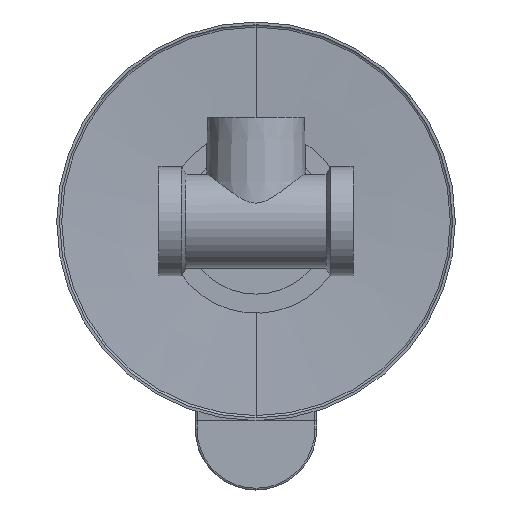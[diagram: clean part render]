
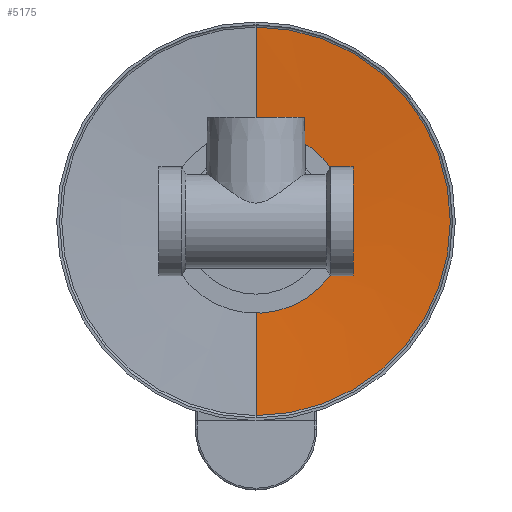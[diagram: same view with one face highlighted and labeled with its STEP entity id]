
A CAD part, front view. The second image highlights one B-rep face of the part: STEP entity #5175.
In plain terms, the highlighted conical face has half-angle 86.562 degrees and reference radius 56.042 mm.
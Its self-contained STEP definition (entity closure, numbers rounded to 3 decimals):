
#228 = CARTESIAN_POINT ( 'NONE',  ( 0., 8.201, -56.042 ) ) ;
#286 = ORIENTED_EDGE ( 'NONE', *, *, #9723, .F. ) ;
#908 = CARTESIAN_POINT ( 'NONE',  ( 0., 10.199, 0. ) ) ;
#986 = ORIENTED_EDGE ( 'NONE', *, *, #2195, .T. ) ;
#1290 = CARTESIAN_POINT ( 'NONE',  ( 0., 10.199, 22.792 ) ) ;
#1754 = DIRECTION ( 'NONE',  ( 0., -0.06, -0.998 ) ) ;
#1901 = DIRECTION ( 'NONE',  ( 0., -0.06, 0.998 ) ) ;
#2195 = EDGE_CURVE ( 'NONE', #5237, #6309, #4401, .T. ) ;
#2198 = VERTEX_POINT ( 'NONE', #1290 ) ;
#2259 = DIRECTION ( 'NONE',  ( 0., 0., -1. ) ) ;
#2349 = ORIENTED_EDGE ( 'NONE', *, *, #4026, .F. ) ;
#2539 = DIRECTION ( 'NONE',  ( 0., 0., -1. ) ) ;
#2545 = LINE ( 'NONE', #5887, #4416 ) ;
#2749 = CARTESIAN_POINT ( 'NONE',  ( 0., 10.199, -22.792 ) ) ;
#2824 = EDGE_CURVE ( 'NONE', #5421, #5237, #5854, .T. ) ;
#3832 = AXIS2_PLACEMENT_3D ( 'NONE', #908, #7397, #2539 ) ;
#4026 = EDGE_CURVE ( 'NONE', #2198, #6309, #2545, .T. ) ;
#4401 = CIRCLE ( 'NONE', #5606, 56.042 ) ;
#4416 = VECTOR ( 'NONE', #1901, 1000. ) ;
#4935 = EDGE_LOOP ( 'NONE', ( #2349, #286, #6827, #986 ) ) ;
#5175 = ADVANCED_FACE ( 'NONE', ( #7939 ), #5477, .F. ) ;
#5237 = VERTEX_POINT ( 'NONE', #9515 ) ;
#5411 = CARTESIAN_POINT ( 'NONE',  ( 0., 8.201, 0. ) ) ;
#5421 = VERTEX_POINT ( 'NONE', #2749 ) ;
#5477 = CONICAL_SURFACE ( 'NONE', #8932, 56.042, 1.511 ) ;
#5606 = AXIS2_PLACEMENT_3D ( 'NONE', #9501, #7162, #2259 ) ;
#5854 = LINE ( 'NONE', #228, #6826 ) ;
#5887 = CARTESIAN_POINT ( 'NONE',  ( 0., 8.201, 56.042 ) ) ;
#6109 = DIRECTION ( 'NONE',  ( 0., 0., -1. ) ) ;
#6309 = VERTEX_POINT ( 'NONE', #9518 ) ;
#6826 = VECTOR ( 'NONE', #1754, 1000. ) ;
#6827 = ORIENTED_EDGE ( 'NONE', *, *, #2824, .T. ) ;
#7162 = DIRECTION ( 'NONE',  ( 0., -1., 0. ) ) ;
#7397 = DIRECTION ( 'NONE',  ( 0., -1., 0. ) ) ;
#7939 = FACE_OUTER_BOUND ( 'NONE', #4935, .T. ) ;
#8485 = CIRCLE ( 'NONE', #3832, 22.792 ) ;
#8932 = AXIS2_PLACEMENT_3D ( 'NONE', #5411, #9622, #6109 ) ;
#9501 = CARTESIAN_POINT ( 'NONE',  ( 0., 8.201, 0. ) ) ;
#9515 = CARTESIAN_POINT ( 'NONE',  ( 0., 8.201, -56.042 ) ) ;
#9518 = CARTESIAN_POINT ( 'NONE',  ( 0., 8.201, 56.042 ) ) ;
#9622 = DIRECTION ( 'NONE',  ( 0., -1., 0. ) ) ;
#9723 = EDGE_CURVE ( 'NONE', #5421, #2198, #8485, .T. ) ;
